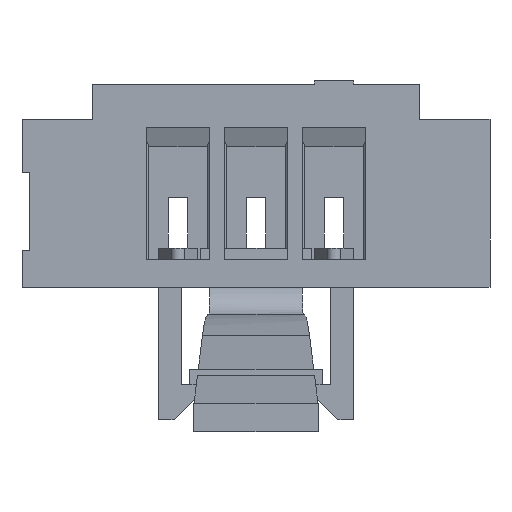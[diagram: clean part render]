
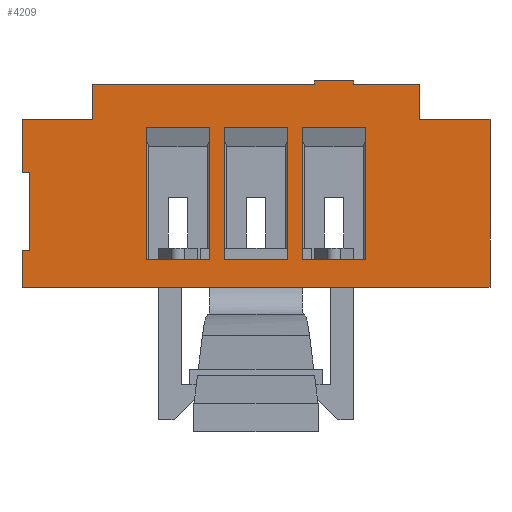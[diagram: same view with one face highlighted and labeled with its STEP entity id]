
A CAD part, front view. The second image highlights one B-rep face of the part: STEP entity #4209.
In plain terms, the highlighted planar face has unit normal (0, -1, 0).
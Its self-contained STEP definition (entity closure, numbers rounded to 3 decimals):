
#760=ORIENTED_EDGE('',*,*,#1422,.F.);
#761=ORIENTED_EDGE('',*,*,#1724,.F.);
#762=ORIENTED_EDGE('',*,*,#1725,.F.);
#763=ORIENTED_EDGE('',*,*,#1726,.T.);
#764=ORIENTED_EDGE('',*,*,#1430,.F.);
#765=ORIENTED_EDGE('',*,*,#1437,.F.);
#766=ORIENTED_EDGE('',*,*,#1727,.F.);
#767=ORIENTED_EDGE('',*,*,#1728,.F.);
#768=ORIENTED_EDGE('',*,*,#1729,.F.);
#769=ORIENTED_EDGE('',*,*,#1730,.F.);
#770=ORIENTED_EDGE('',*,*,#1731,.F.);
#771=ORIENTED_EDGE('',*,*,#1732,.F.);
#772=ORIENTED_EDGE('',*,*,#1733,.F.);
#773=ORIENTED_EDGE('',*,*,#1734,.F.);
#774=ORIENTED_EDGE('',*,*,#1735,.F.);
#775=ORIENTED_EDGE('',*,*,#1443,.F.);
#776=ORIENTED_EDGE('',*,*,#1634,.F.);
#777=ORIENTED_EDGE('',*,*,#1736,.F.);
#778=ORIENTED_EDGE('',*,*,#1629,.F.);
#779=ORIENTED_EDGE('',*,*,#1685,.F.);
#780=ORIENTED_EDGE('',*,*,#1611,.F.);
#781=ORIENTED_EDGE('',*,*,#1737,.F.);
#782=ORIENTED_EDGE('',*,*,#1616,.F.);
#783=ORIENTED_EDGE('',*,*,#1677,.F.);
#784=ORIENTED_EDGE('',*,*,#1597,.F.);
#785=ORIENTED_EDGE('',*,*,#1738,.F.);
#786=ORIENTED_EDGE('',*,*,#1602,.F.);
#787=ORIENTED_EDGE('',*,*,#1669,.F.);
#1422=EDGE_CURVE('',#1982,#1983,#2415,.T.);
#1430=EDGE_CURVE('',#1990,#1981,#2423,.T.);
#1437=EDGE_CURVE('',#1997,#1990,#2430,.T.);
#1443=EDGE_CURVE('',#1983,#2002,#2436,.T.);
#1597=EDGE_CURVE('',#2129,#2130,#2590,.T.);
#1602=EDGE_CURVE('',#2132,#2133,#2595,.T.);
#1611=EDGE_CURVE('',#2139,#2140,#2604,.T.);
#1616=EDGE_CURVE('',#2142,#2143,#2609,.T.);
#1629=EDGE_CURVE('',#2151,#2152,#2622,.T.);
#1634=EDGE_CURVE('',#2155,#2156,#2627,.T.);
#1669=EDGE_CURVE('',#2130,#2132,#2662,.T.);
#1677=EDGE_CURVE('',#2140,#2142,#2669,.T.);
#1685=EDGE_CURVE('',#2156,#2151,#2676,.T.);
#1724=EDGE_CURVE('',#2217,#1982,#2711,.T.);
#1725=EDGE_CURVE('',#2218,#2217,#2712,.T.);
#1726=EDGE_CURVE('',#2218,#1981,#2713,.T.);
#1727=EDGE_CURVE('',#2219,#1997,#2714,.T.);
#1728=EDGE_CURVE('',#2220,#2219,#2715,.T.);
#1729=EDGE_CURVE('',#2221,#2220,#2716,.T.);
#1730=EDGE_CURVE('',#2222,#2221,#2717,.T.);
#1731=EDGE_CURVE('',#2223,#2222,#2718,.T.);
#1732=EDGE_CURVE('',#2224,#2223,#2719,.T.);
#1733=EDGE_CURVE('',#2225,#2224,#2720,.T.);
#1734=EDGE_CURVE('',#2226,#2225,#2721,.T.);
#1735=EDGE_CURVE('',#2002,#2226,#2722,.T.);
#1736=EDGE_CURVE('',#2152,#2155,#2723,.T.);
#1737=EDGE_CURVE('',#2143,#2139,#2724,.T.);
#1738=EDGE_CURVE('',#2133,#2129,#2725,.T.);
#1981=VERTEX_POINT('',#5914);
#1982=VERTEX_POINT('',#5916);
#1983=VERTEX_POINT('',#5918);
#1990=VERTEX_POINT('',#5932);
#1997=VERTEX_POINT('',#5947);
#2002=VERTEX_POINT('',#5960);
#2129=VERTEX_POINT('',#6268);
#2130=VERTEX_POINT('',#6270);
#2132=VERTEX_POINT('',#6279);
#2133=VERTEX_POINT('',#6280);
#2139=VERTEX_POINT('',#6296);
#2140=VERTEX_POINT('',#6298);
#2142=VERTEX_POINT('',#6307);
#2143=VERTEX_POINT('',#6308);
#2151=VERTEX_POINT('',#6333);
#2152=VERTEX_POINT('',#6334);
#2155=VERTEX_POINT('',#6342);
#2156=VERTEX_POINT('',#6344);
#2217=VERTEX_POINT('',#6514);
#2218=VERTEX_POINT('',#6516);
#2219=VERTEX_POINT('',#6519);
#2220=VERTEX_POINT('',#6521);
#2221=VERTEX_POINT('',#6523);
#2222=VERTEX_POINT('',#6525);
#2223=VERTEX_POINT('',#6527);
#2224=VERTEX_POINT('',#6529);
#2225=VERTEX_POINT('',#6531);
#2226=VERTEX_POINT('',#6533);
#2415=LINE('',#5917,#3004);
#2423=LINE('',#5933,#3012);
#2430=LINE('',#5948,#3019);
#2436=LINE('',#5959,#3025);
#2590=LINE('',#6269,#3179);
#2595=LINE('',#6278,#3184);
#2604=LINE('',#6297,#3193);
#2609=LINE('',#6306,#3198);
#2622=LINE('',#6332,#3211);
#2627=LINE('',#6343,#3216);
#2662=LINE('',#6409,#3251);
#2669=LINE('',#6424,#3258);
#2676=LINE('',#6439,#3265);
#2711=LINE('',#6513,#3300);
#2712=LINE('',#6515,#3301);
#2713=LINE('',#6517,#3302);
#2714=LINE('',#6518,#3303);
#2715=LINE('',#6520,#3304);
#2716=LINE('',#6522,#3305);
#2717=LINE('',#6524,#3306);
#2718=LINE('',#6526,#3307);
#2719=LINE('',#6528,#3308);
#2720=LINE('',#6530,#3309);
#2721=LINE('',#6532,#3310);
#2722=LINE('',#6534,#3311);
#2723=LINE('',#6535,#3312);
#2724=LINE('',#6536,#3313);
#2725=LINE('',#6537,#3314);
#3004=VECTOR('',#4834,1000.);
#3012=VECTOR('',#4842,1000.);
#3019=VECTOR('',#4851,1000.);
#3025=VECTOR('',#4859,1000.);
#3179=VECTOR('',#5069,1000.);
#3184=VECTOR('',#5078,1000.);
#3193=VECTOR('',#5091,1000.);
#3198=VECTOR('',#5100,1000.);
#3211=VECTOR('',#5121,1000.);
#3216=VECTOR('',#5128,1000.);
#3251=VECTOR('',#5171,1000.);
#3258=VECTOR('',#5182,1000.);
#3265=VECTOR('',#5193,1000.);
#3300=VECTOR('',#5262,1000.);
#3301=VECTOR('',#5263,1000.);
#3302=VECTOR('',#5264,1000.);
#3303=VECTOR('',#5265,1000.);
#3304=VECTOR('',#5266,1000.);
#3305=VECTOR('',#5267,1000.);
#3306=VECTOR('',#5268,1000.);
#3307=VECTOR('',#5269,1000.);
#3308=VECTOR('',#5270,1000.);
#3309=VECTOR('',#5271,1000.);
#3310=VECTOR('',#5272,1000.);
#3311=VECTOR('',#5273,1000.);
#3312=VECTOR('',#5274,1000.);
#3313=VECTOR('',#5275,1000.);
#3314=VECTOR('',#5276,1000.);
#3578=EDGE_LOOP('',(#760,#761,#762,#763,#764,#765,#766,#767,#768,#769,#770,
#771,#772,#773,#774,#775));
#3579=EDGE_LOOP('',(#776,#777,#778,#779));
#3580=EDGE_LOOP('',(#780,#781,#782,#783));
#3581=EDGE_LOOP('',(#784,#785,#786,#787));
#3795=FACE_BOUND('',#3578,.T.);
#3796=FACE_BOUND('',#3579,.T.);
#3797=FACE_BOUND('',#3580,.T.);
#3798=FACE_BOUND('',#3581,.T.);
#4002=PLANE('',#4466);
#4209=ADVANCED_FACE('',(#3795,#3796,#3797,#3798),#4002,.F.);
#4466=AXIS2_PLACEMENT_3D('',#6512,#5260,#5261);
#4834=DIRECTION('',(1.,0.,0.));
#4842=DIRECTION('',(1.,0.,0.));
#4851=DIRECTION('',(0.,0.,1.));
#4859=DIRECTION('',(0.,0.,-1.));
#5069=DIRECTION('',(0.,0.,-1.));
#5078=DIRECTION('',(0.,0.,1.));
#5091=DIRECTION('',(0.,0.,-1.));
#5100=DIRECTION('',(0.,0.,1.));
#5121=DIRECTION('',(0.,0.,1.));
#5128=DIRECTION('',(0.,0.,-1.));
#5171=DIRECTION('',(1.,0.,0.));
#5182=DIRECTION('',(1.,0.,0.));
#5193=DIRECTION('',(1.,0.,0.));
#5260=DIRECTION('',(0.,1.,0.));
#5261=DIRECTION('',(0.,0.,1.));
#5262=DIRECTION('',(0.,0.,-1.));
#5263=DIRECTION('',(1.,0.,0.));
#5264=DIRECTION('',(0.,0.,-1.));
#5265=DIRECTION('',(1.,0.,0.));
#5266=DIRECTION('',(0.,0.,1.));
#5267=DIRECTION('',(-1.,0.,0.));
#5268=DIRECTION('',(0.,0.,1.));
#5269=DIRECTION('',(1.,0.,0.));
#5270=DIRECTION('',(0.,0.,1.));
#5271=DIRECTION('',(-1.,0.,0.));
#5272=DIRECTION('',(0.,0.,-1.));
#5273=DIRECTION('',(1.,0.,0.));
#5274=DIRECTION('',(-1.,0.,0.));
#5275=DIRECTION('',(-1.,0.,0.));
#5276=DIRECTION('',(-1.,0.,0.));
#5914=CARTESIAN_POINT('',(0.75,0.,1.4));
#5916=CARTESIAN_POINT('',(1.25,0.,1.4));
#5917=CARTESIAN_POINT('',(-3.,0.,1.4));
#5918=CARTESIAN_POINT('',(2.1,0.,1.4));
#5932=CARTESIAN_POINT('',(-2.1,0.,1.4));
#5933=CARTESIAN_POINT('',(-3.,0.,1.4));
#5947=CARTESIAN_POINT('',(-2.1,0.,0.95));
#5948=CARTESIAN_POINT('',(-2.1,0.,0.95));
#5959=CARTESIAN_POINT('',(2.1,0.,1.4));
#5960=CARTESIAN_POINT('',(2.1,0.,0.95));
#6268=CARTESIAN_POINT('',(-1.41,0.,0.85));
#6269=CARTESIAN_POINT('',(-1.41,0.,0.));
#6270=CARTESIAN_POINT('',(-1.41,0.,-0.85));
#6278=CARTESIAN_POINT('',(-0.59,0.,0.));
#6279=CARTESIAN_POINT('',(-0.59,0.,-0.85));
#6280=CARTESIAN_POINT('',(-0.59,0.,0.85));
#6296=CARTESIAN_POINT('',(-0.41,0.,0.85));
#6297=CARTESIAN_POINT('',(-0.41,0.,0.));
#6298=CARTESIAN_POINT('',(-0.41,0.,-0.85));
#6306=CARTESIAN_POINT('',(0.41,0.,0.));
#6307=CARTESIAN_POINT('',(0.41,0.,-0.85));
#6308=CARTESIAN_POINT('',(0.41,0.,0.85));
#6332=CARTESIAN_POINT('',(1.41,0.,0.));
#6333=CARTESIAN_POINT('',(1.41,0.,-0.85));
#6334=CARTESIAN_POINT('',(1.41,0.,0.85));
#6342=CARTESIAN_POINT('',(0.59,0.,0.85));
#6343=CARTESIAN_POINT('',(0.59,0.,0.));
#6344=CARTESIAN_POINT('',(0.59,0.,-0.85));
#6409=CARTESIAN_POINT('',(0.,0.,-0.85));
#6424=CARTESIAN_POINT('',(0.,0.,-0.85));
#6439=CARTESIAN_POINT('',(0.,0.,-0.85));
#6512=CARTESIAN_POINT('',(0.,0.,0.));
#6513=CARTESIAN_POINT('',(1.25,0.,1.45));
#6514=CARTESIAN_POINT('',(1.25,0.,1.45));
#6515=CARTESIAN_POINT('',(0.75,0.,1.45));
#6516=CARTESIAN_POINT('',(0.75,0.,1.45));
#6517=CARTESIAN_POINT('',(0.75,0.,1.45));
#6518=CARTESIAN_POINT('',(-3.,0.,0.95));
#6519=CARTESIAN_POINT('',(-3.,0.,0.95));
#6520=CARTESIAN_POINT('',(-3.,0.,-1.2));
#6521=CARTESIAN_POINT('',(-3.,0.,0.275));
#6522=CARTESIAN_POINT('',(-2.9,0.,0.275));
#6523=CARTESIAN_POINT('',(-2.9,0.,0.275));
#6524=CARTESIAN_POINT('',(-2.9,0.,-0.725));
#6525=CARTESIAN_POINT('',(-2.9,0.,-0.725));
#6526=CARTESIAN_POINT('',(-3.,0.,-0.725));
#6527=CARTESIAN_POINT('',(-3.,0.,-0.725));
#6528=CARTESIAN_POINT('',(-3.,0.,-1.2));
#6529=CARTESIAN_POINT('',(-3.,0.,-1.2));
#6530=CARTESIAN_POINT('',(3.,0.,-1.2));
#6531=CARTESIAN_POINT('',(3.,0.,-1.2));
#6532=CARTESIAN_POINT('',(3.,0.,1.4));
#6533=CARTESIAN_POINT('',(3.,0.,0.95));
#6534=CARTESIAN_POINT('',(2.1,0.,0.95));
#6535=CARTESIAN_POINT('',(1.675,0.,0.85));
#6536=CARTESIAN_POINT('',(1.675,0.,0.85));
#6537=CARTESIAN_POINT('',(1.675,0.,0.85));
